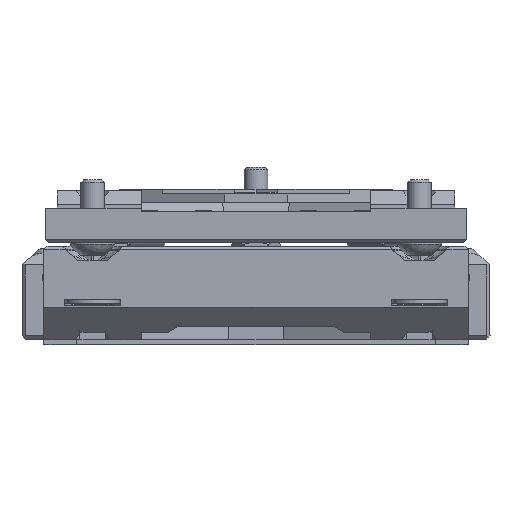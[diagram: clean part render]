
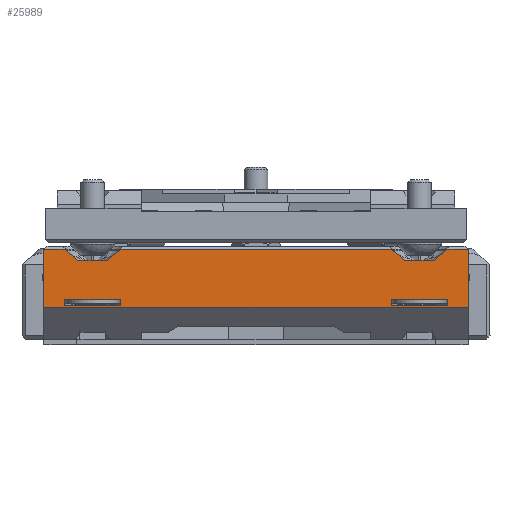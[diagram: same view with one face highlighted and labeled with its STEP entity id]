
A CAD part, front view. The second image highlights one B-rep face of the part: STEP entity #25989.
In plain terms, the highlighted planar face has unit normal (0, -1, 0).
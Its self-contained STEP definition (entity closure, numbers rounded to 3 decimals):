
#918=FACE_BOUND('',#4634,.T.);
#919=FACE_BOUND('',#4635,.T.);
#1977=PLANE('',#28189);
#3084=FACE_OUTER_BOUND('',#4633,.T.);
#4633=EDGE_LOOP('',(#19995,#19996,#19997,#19998,#19999,#20000,#20001,#20002,
#20003,#20004,#20005,#20006,#20007,#20008,#20009,#20010));
#4634=EDGE_LOOP('',(#20011,#20012,#20013,#20014));
#4635=EDGE_LOOP('',(#20015,#20016,#20017,#20018));
#6151=LINE('',#41864,#8386);
#6293=LINE('',#42183,#8528);
#6380=LINE('',#42723,#8615);
#6424=LINE('',#42816,#8659);
#6448=LINE('',#42967,#8683);
#6450=LINE('',#42970,#8685);
#6463=LINE('',#43003,#8698);
#6464=LINE('',#43005,#8699);
#6465=LINE('',#43007,#8700);
#6466=LINE('',#43009,#8701);
#6467=LINE('',#43011,#8702);
#6468=LINE('',#43012,#8703);
#6469=LINE('',#43014,#8704);
#6470=LINE('',#43016,#8705);
#6471=LINE('',#43018,#8706);
#6472=LINE('',#43019,#8707);
#6473=LINE('',#43022,#8708);
#6474=LINE('',#43024,#8709);
#6475=LINE('',#43026,#8710);
#6476=LINE('',#43027,#8711);
#6477=LINE('',#43030,#8712);
#6478=LINE('',#43032,#8713);
#6479=LINE('',#43034,#8714);
#6480=LINE('',#43035,#8715);
#8386=VECTOR('',#31429,10.);
#8528=VECTOR('',#31645,10.);
#8615=VECTOR('',#32000,10.);
#8659=VECTOR('',#32096,10.);
#8683=VECTOR('',#32186,10.);
#8685=VECTOR('',#32190,10.);
#8698=VECTOR('',#32215,10.);
#8699=VECTOR('',#32216,10.);
#8700=VECTOR('',#32217,10.);
#8701=VECTOR('',#32218,10.);
#8702=VECTOR('',#32219,10.);
#8703=VECTOR('',#32220,10.);
#8704=VECTOR('',#32221,10.);
#8705=VECTOR('',#32222,10.);
#8706=VECTOR('',#32223,10.);
#8707=VECTOR('',#32224,10.);
#8708=VECTOR('',#32225,10.);
#8709=VECTOR('',#32226,10.);
#8710=VECTOR('',#32227,10.);
#8711=VECTOR('',#32228,10.);
#8712=VECTOR('',#32229,10.);
#8713=VECTOR('',#32230,10.);
#8714=VECTOR('',#32231,10.);
#8715=VECTOR('',#32232,10.);
#11703=VERTEX_POINT('',#41860);
#11705=VERTEX_POINT('',#41863);
#11828=VERTEX_POINT('',#42136);
#11840=VERTEX_POINT('',#42177);
#12002=VERTEX_POINT('',#42721);
#12003=VERTEX_POINT('',#42722);
#12024=VERTEX_POINT('',#42807);
#12026=VERTEX_POINT('',#42815);
#12051=VERTEX_POINT('',#42966);
#12066=VERTEX_POINT('',#43004);
#12067=VERTEX_POINT('',#43006);
#12068=VERTEX_POINT('',#43008);
#12069=VERTEX_POINT('',#43010);
#12070=VERTEX_POINT('',#43013);
#12071=VERTEX_POINT('',#43015);
#12072=VERTEX_POINT('',#43017);
#12073=VERTEX_POINT('',#43020);
#12074=VERTEX_POINT('',#43021);
#12075=VERTEX_POINT('',#43023);
#12076=VERTEX_POINT('',#43025);
#12077=VERTEX_POINT('',#43028);
#12078=VERTEX_POINT('',#43029);
#12079=VERTEX_POINT('',#43031);
#12080=VERTEX_POINT('',#43033);
#14491=EDGE_CURVE('',#11705,#11703,#6151,.T.);
#14650=EDGE_CURVE('',#11828,#11840,#6293,.T.);
#14855=EDGE_CURVE('',#12002,#12003,#6380,.T.);
#14902=EDGE_CURVE('',#12024,#12026,#6424,.T.);
#14947=EDGE_CURVE('',#12051,#12026,#6448,.T.);
#14949=EDGE_CURVE('',#12024,#11705,#6450,.T.);
#14966=EDGE_CURVE('',#12003,#11703,#6463,.T.);
#14967=EDGE_CURVE('',#12002,#12066,#6464,.T.);
#14968=EDGE_CURVE('',#12067,#12066,#6465,.T.);
#14969=EDGE_CURVE('',#12067,#12068,#6466,.T.);
#14970=EDGE_CURVE('',#12069,#12068,#6467,.T.);
#14971=EDGE_CURVE('',#12069,#11840,#6468,.T.);
#14972=EDGE_CURVE('',#11828,#12070,#6469,.T.);
#14973=EDGE_CURVE('',#12071,#12070,#6470,.T.);
#14974=EDGE_CURVE('',#12071,#12072,#6471,.T.);
#14975=EDGE_CURVE('',#12051,#12072,#6472,.T.);
#14976=EDGE_CURVE('',#12073,#12074,#6473,.T.);
#14977=EDGE_CURVE('',#12074,#12075,#6474,.T.);
#14978=EDGE_CURVE('',#12075,#12076,#6475,.T.);
#14979=EDGE_CURVE('',#12076,#12073,#6476,.T.);
#14980=EDGE_CURVE('',#12077,#12078,#6477,.T.);
#14981=EDGE_CURVE('',#12078,#12079,#6478,.T.);
#14982=EDGE_CURVE('',#12079,#12080,#6479,.T.);
#14983=EDGE_CURVE('',#12080,#12077,#6480,.T.);
#19995=ORIENTED_EDGE('',*,*,#14491,.T.);
#19996=ORIENTED_EDGE('',*,*,#14966,.F.);
#19997=ORIENTED_EDGE('',*,*,#14855,.F.);
#19998=ORIENTED_EDGE('',*,*,#14967,.T.);
#19999=ORIENTED_EDGE('',*,*,#14968,.F.);
#20000=ORIENTED_EDGE('',*,*,#14969,.T.);
#20001=ORIENTED_EDGE('',*,*,#14970,.F.);
#20002=ORIENTED_EDGE('',*,*,#14971,.T.);
#20003=ORIENTED_EDGE('',*,*,#14650,.F.);
#20004=ORIENTED_EDGE('',*,*,#14972,.T.);
#20005=ORIENTED_EDGE('',*,*,#14973,.F.);
#20006=ORIENTED_EDGE('',*,*,#14974,.T.);
#20007=ORIENTED_EDGE('',*,*,#14975,.F.);
#20008=ORIENTED_EDGE('',*,*,#14947,.T.);
#20009=ORIENTED_EDGE('',*,*,#14902,.F.);
#20010=ORIENTED_EDGE('',*,*,#14949,.T.);
#20011=ORIENTED_EDGE('',*,*,#14976,.T.);
#20012=ORIENTED_EDGE('',*,*,#14977,.T.);
#20013=ORIENTED_EDGE('',*,*,#14978,.T.);
#20014=ORIENTED_EDGE('',*,*,#14979,.T.);
#20015=ORIENTED_EDGE('',*,*,#14980,.T.);
#20016=ORIENTED_EDGE('',*,*,#14981,.T.);
#20017=ORIENTED_EDGE('',*,*,#14982,.T.);
#20018=ORIENTED_EDGE('',*,*,#14983,.T.);
#25989=ADVANCED_FACE('',(#3084,#918,#919),#1977,.T.);
#28189=AXIS2_PLACEMENT_3D('',#43002,#32213,#32214);
#31429=DIRECTION('',(1.,0.,0.));
#31645=DIRECTION('',(1.,0.,0.));
#32000=DIRECTION('',(1.,0.,0.));
#32096=DIRECTION('',(1.,0.,0.));
#32186=DIRECTION('',(0.,0.,1.));
#32190=DIRECTION('',(0.,0.,-1.));
#32213=DIRECTION('center_axis',(0.,-1.,0.));
#32214=DIRECTION('ref_axis',(-1.,0.,0.));
#32215=DIRECTION('',(0.,0.,-1.));
#32216=DIRECTION('',(0.,0.,-1.));
#32217=DIRECTION('',(0.766,0.,0.643));
#32218=DIRECTION('',(-1.,0.,0.));
#32219=DIRECTION('',(0.766,0.,-0.643));
#32220=DIRECTION('',(0.,0.,1.));
#32221=DIRECTION('',(0.,0.,-1.));
#32222=DIRECTION('',(0.766,0.,0.643));
#32223=DIRECTION('',(-1.,0.,0.));
#32224=DIRECTION('',(0.766,0.,-0.643));
#32225=DIRECTION('',(0.,0.,1.));
#32226=DIRECTION('',(1.,0.,0.));
#32227=DIRECTION('',(0.,0.,-1.));
#32228=DIRECTION('',(-1.,0.,0.));
#32229=DIRECTION('',(0.,0.,1.));
#32230=DIRECTION('',(1.,0.,0.));
#32231=DIRECTION('',(0.,0.,-1.));
#32232=DIRECTION('',(-1.,0.,0.));
#41860=CARTESIAN_POINT('',(27.2,-47.5,-7.8));
#41863=CARTESIAN_POINT('',(-27.2,-47.5,-7.8));
#41864=CARTESIAN_POINT('',(0.,-47.5,-7.8));
#42136=CARTESIAN_POINT('',(-17.55,-47.5,-0.4));
#42177=CARTESIAN_POINT('',(17.55,-47.5,-0.4));
#42183=CARTESIAN_POINT('',(13.6,-47.5,-0.4));
#42721=CARTESIAN_POINT('',(24.35,-47.5,-0.4));
#42722=CARTESIAN_POINT('',(27.2,-47.5,-0.4));
#42723=CARTESIAN_POINT('',(13.6,-47.5,-0.4));
#42807=CARTESIAN_POINT('',(-27.2,-47.5,-0.4));
#42815=CARTESIAN_POINT('',(-24.35,-47.5,-0.4));
#42816=CARTESIAN_POINT('',(13.6,-47.5,-0.4));
#42966=CARTESIAN_POINT('',(-24.35,-47.5,-0.55));
#42967=CARTESIAN_POINT('',(-24.35,-47.5,0.));
#42970=CARTESIAN_POINT('',(-27.2,-47.5,-11.));
#43002=CARTESIAN_POINT('Origin',(27.2,-47.5,0.));
#43003=CARTESIAN_POINT('',(27.2,-47.5,0.));
#43004=CARTESIAN_POINT('',(24.35,-47.5,-0.55));
#43005=CARTESIAN_POINT('',(24.35,-47.5,0.));
#43006=CARTESIAN_POINT('',(22.86,-47.5,-1.8));
#43007=CARTESIAN_POINT('',(24.949,-47.5,-0.047));
#43008=CARTESIAN_POINT('',(19.04,-47.5,-1.8));
#43009=CARTESIAN_POINT('',(24.075,-47.5,-1.8));
#43010=CARTESIAN_POINT('',(17.55,-47.5,-0.55));
#43011=CARTESIAN_POINT('',(20.618,-47.5,-3.125));
#43012=CARTESIAN_POINT('',(17.55,-47.5,0.));
#43013=CARTESIAN_POINT('',(-17.55,-47.5,-0.55));
#43014=CARTESIAN_POINT('',(-17.55,-47.5,0.));
#43015=CARTESIAN_POINT('',(-19.04,-47.5,-1.8));
#43016=CARTESIAN_POINT('',(-16.951,-47.5,-0.047));
#43017=CARTESIAN_POINT('',(-22.86,-47.5,-1.8));
#43018=CARTESIAN_POINT('',(-17.825,-47.5,-1.8));
#43019=CARTESIAN_POINT('',(-21.282,-47.5,-3.125));
#43020=CARTESIAN_POINT('',(17.35,-47.5,-7.6));
#43021=CARTESIAN_POINT('',(17.35,-47.5,-6.8));
#43022=CARTESIAN_POINT('',(17.35,-47.5,-3.8));
#43023=CARTESIAN_POINT('',(24.55,-47.5,-6.8));
#43024=CARTESIAN_POINT('',(24.075,-47.5,-6.8));
#43025=CARTESIAN_POINT('',(24.55,-47.5,-7.6));
#43026=CARTESIAN_POINT('',(24.55,-47.5,-3.8));
#43027=CARTESIAN_POINT('',(24.075,-47.5,-7.6));
#43028=CARTESIAN_POINT('',(-24.55,-47.5,-7.6));
#43029=CARTESIAN_POINT('',(-24.55,-47.5,-6.8));
#43030=CARTESIAN_POINT('',(-24.55,-47.5,-3.8));
#43031=CARTESIAN_POINT('',(-17.35,-47.5,-6.8));
#43032=CARTESIAN_POINT('',(-17.825,-47.5,-6.8));
#43033=CARTESIAN_POINT('',(-17.35,-47.5,-7.6));
#43034=CARTESIAN_POINT('',(-17.35,-47.5,-3.8));
#43035=CARTESIAN_POINT('',(-17.825,-47.5,-7.6));
